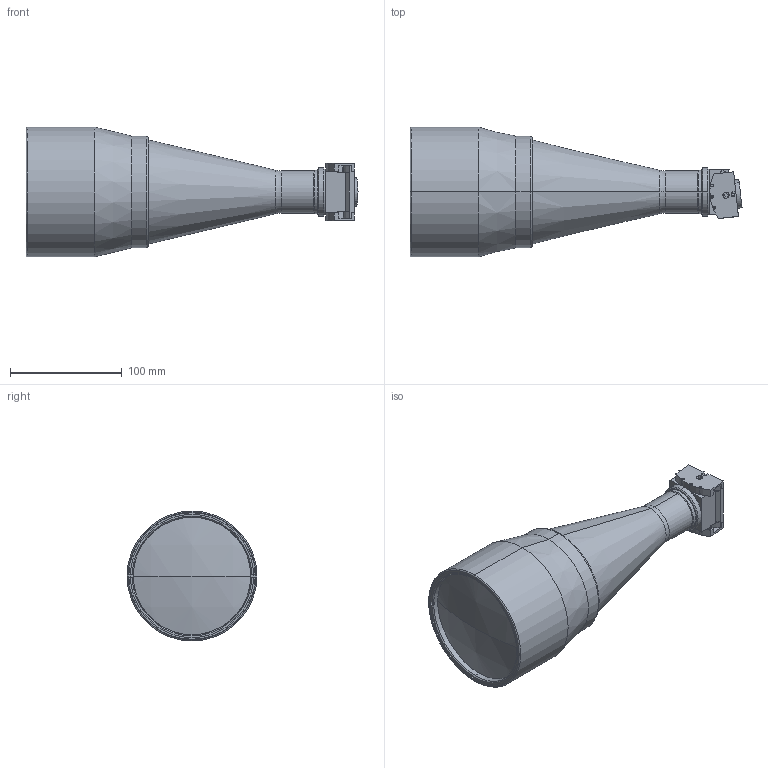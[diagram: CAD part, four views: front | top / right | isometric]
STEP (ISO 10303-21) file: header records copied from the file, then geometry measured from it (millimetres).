
FILE_DESCRIPTION (( 'STEP AP214' ), '1' );
FILE_NAME ('TCSM080.STEP', '2011-04-04T12:34:07', ( '--' ), ( '' ), 'SwSTEP 2.0', 'SolidWorks 2011', '' );
FILE_SCHEMA (( 'AUTOMOTIVE_DESIGN' ));
Length unit declared in the file: millimetre
Products named in the file (1): TCSM080
Bounding box: 296.65 x 116 x 116 mm (x, y, z)
Surface area: 107891.1 mm2 (no closed solid volume)
Topology: 0 solids, 19 shells, 206 faces, 812 edges, 618 vertices
Faces by surface type: cylinder 95, plane 83, cone 15, torus 8, bspline 3, sphere 2
Entity records: 11475 total; most frequent: CARTESIAN_POINT 2210, DIRECTION 1563, ORIENTED_EDGE 1245, EDGE_CURVE 812, VERTEX_POINT 618, AXIS2_PLACEMENT_3D 595, CIRCLE 391, LINE 373
